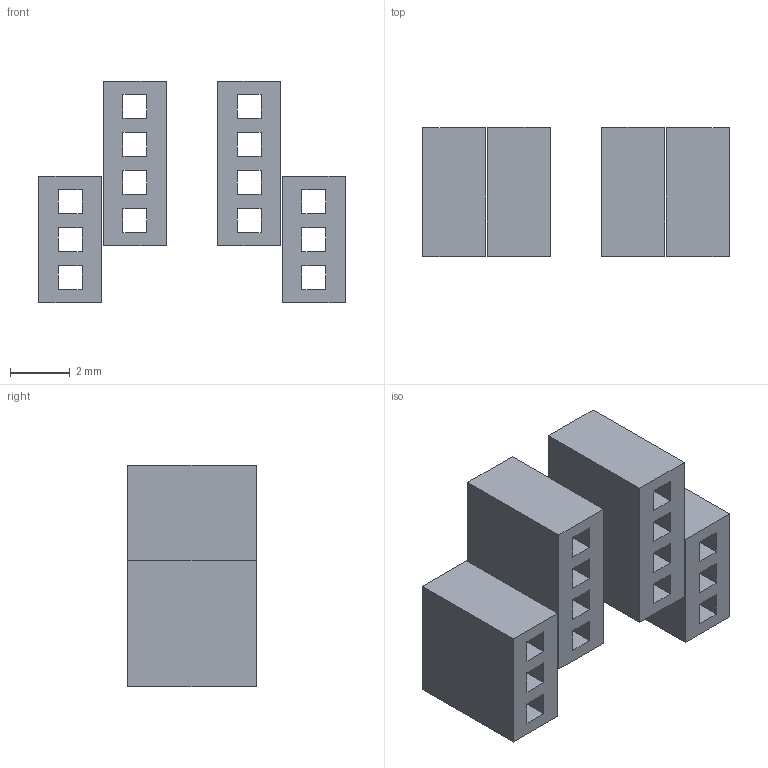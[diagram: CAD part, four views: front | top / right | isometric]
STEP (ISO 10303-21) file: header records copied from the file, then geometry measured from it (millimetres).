
FILE_DESCRIPTION(/* description */ (''),/* implementation_level */ '2;1');
FILE_NAME(/* name */ 'Kartusche_Base v2.step',/* time_stamp */ '2018-05-16T19:10:18+08:00',/* author */ ('thelithcore'),/* organization */ (''),/* preprocessor_version */ 'ST-DEVELOPER v17',/* originating_system */ 'Autodesk Translation Framework v7.1.0.215',/* authorisation */ '');
FILE_SCHEMA (('AUTOMOTIVE_DESIGN { 1 0 10303 214 3 1 1 }'));
Length unit declared in the file: millimetre
Products named in the file (1): Kartusche_Base
Bounding box: 10.23 x 4.3 x 7.38 mm (x, y, z)
Volume: 136.5 mm3; surface area: 495 mm2
Topology: 4 solids, 4 shells, 80 faces, 216 edges, 144 vertices
Faces by surface type: plane 80
Entity records: 2546 total; most frequent: CARTESIAN_POINT 441, ORIENTED_EDGE 432, DIRECTION 378, LINE 216, VECTOR 216, EDGE_CURVE 216, VERTEX_POINT 144, EDGE_LOOP 108
